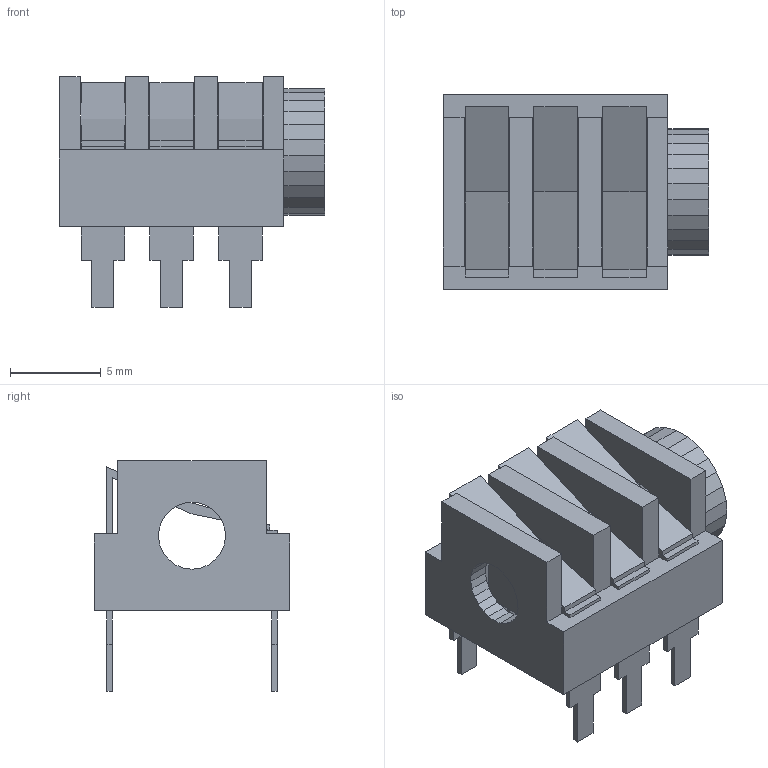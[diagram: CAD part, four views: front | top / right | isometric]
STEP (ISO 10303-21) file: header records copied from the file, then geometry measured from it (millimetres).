
FILE_DESCRIPTION(('FreeCAD Model'),'2;1');
FILE_NAME('FCR1295.step','2017-02-18T01:52:58',( 'Author'),(''),'Open CASCADE STEP processor 6.8','FreeCAD','Unknown' );
FILE_SCHEMA(('AUTOMOTIVE_DESIGN_CC2 { 1 2 10303 214 -1 1 5 4 }'));
Length unit declared in the file: millimetre
Products named in the file (2): ASSEMBLY; Group002
Assembly tree (1 placements, depth 2):
  ASSEMBLY
    Group002
Bounding box: 14.65 x 10.8 x 12.75 mm (x, y, z)
Volume: 536.4 mm3; surface area: 1317.1 mm2
Topology: 1 solids, 1 shells, 259 faces, 747 edges, 494 vertices
Faces by surface type: plane 259
Entity records: 19103 total; most frequent: CARTESIAN_POINT 3794, DIRECTION 1965, ORIENTED_EDGE 1500, PCURVE 1494, DEFINITIONAL_REPRESENTATION 1494, LINE 1443, VECTOR 1443, B_SPLINE_CURVE_WITH_KNOTS 798
